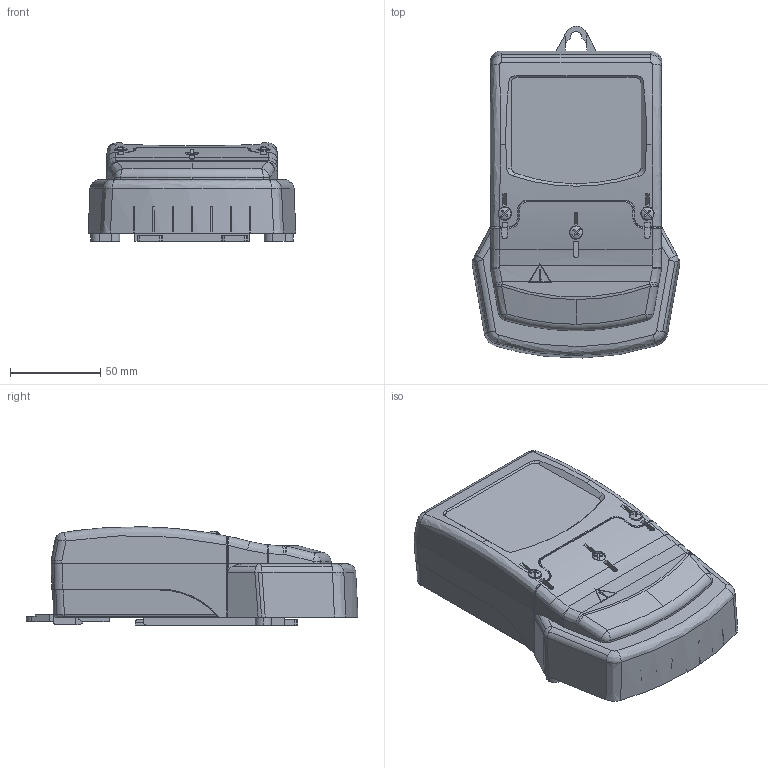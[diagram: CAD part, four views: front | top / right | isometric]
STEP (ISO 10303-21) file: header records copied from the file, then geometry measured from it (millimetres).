
FILE_DESCRIPTION (( 'STEP AP214' ), '1' );
FILE_NAME ('S6.STEP', '2025-02-05T11:29:30', ( '' ), ( '' ), 'SwSTEP 2.0', 'SolidWorks 2019', '' );
FILE_SCHEMA (( 'AUTOMOTIVE_DESIGN' ));
Length unit declared in the file: millimetre
Products named in the file (1): S6
Bounding box: 114.98 x 183.88 x 54.44 mm (x, y, z)
Volume: 190393.5 mm3; surface area: 202288.3 mm2
Topology: 40 solids, 40 shells, 3093 faces, 8416 edges, 5453 vertices
Faces by surface type: plane 1370, cylinder 1127, torus 435, bspline 75, cone 46, sphere 40
Entity records: 135638 total; most frequent: CARTESIAN_POINT 58510, ORIENTED_EDGE 16800, DIRECTION 14581, EDGE_CURVE 8400, VERTEX_POINT 5445, AXIS2_PLACEMENT_3D 5095, LINE 4391, VECTOR 4391
